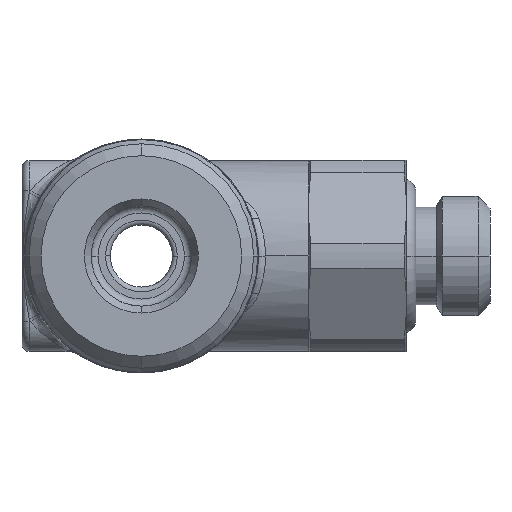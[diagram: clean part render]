
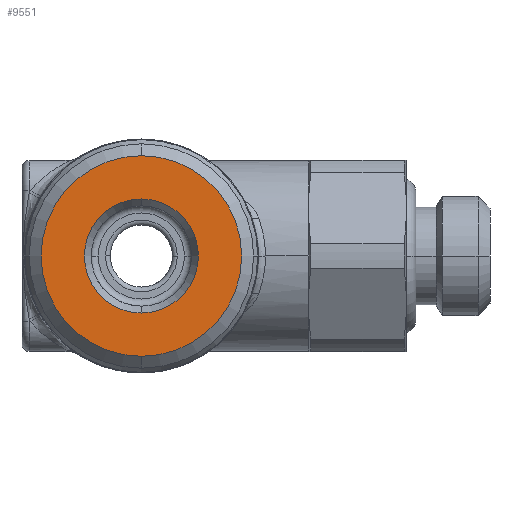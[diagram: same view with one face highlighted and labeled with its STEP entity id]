
A CAD part, left-side view. The second image highlights one B-rep face of the part: STEP entity #9551.
In plain terms, the highlighted planar face has unit normal (-1, 0, 0).
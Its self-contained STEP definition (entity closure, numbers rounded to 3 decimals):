
#3258=CARTESIAN_POINT('',(-16.55,0.,0.));
#3259=DIRECTION('',(-1.,0.,0.));
#3260=DIRECTION('',(0.,0.,-1.));
#3261=AXIS2_PLACEMENT_3D('',#3258,#3259,#3260);
#3271=CARTESIAN_POINT('',(-16.55,0.,0.));
#3272=DIRECTION('',(1.,0.,0.));
#3273=DIRECTION('',(0.,0.,-1.));
#3274=AXIS2_PLACEMENT_3D('',#3271,#3272,#3273);
#3276=CARTESIAN_POINT('',(-16.55,0.,0.));
#3277=DIRECTION('',(1.,0.,0.));
#3278=DIRECTION('',(0.,0.,-1.));
#3279=AXIS2_PLACEMENT_3D('',#3276,#3277,#3278);
#3281=CARTESIAN_POINT('',(-16.55,0.,0.));
#3282=DIRECTION('',(-1.,0.,0.));
#3283=DIRECTION('',(0.,0.,-1.));
#3284=AXIS2_PLACEMENT_3D('',#3281,#3282,#3283);
#3663=CARTESIAN_POINT('',(-16.55,0.,-2.389));
#3665=VERTEX_POINT('',#3663);
#3666=CARTESIAN_POINT('',(-16.55,0.,-4.2));
#3668=VERTEX_POINT('',#3666);
#3673=CARTESIAN_POINT('',(-16.55,0.,2.389));
#3675=VERTEX_POINT('',#3673);
#3676=CARTESIAN_POINT('',(-16.55,0.,4.2));
#3678=VERTEX_POINT('',#3676);
#9536=CARTESIAN_POINT('',(-16.55,0.,0.));
#9537=DIRECTION('',(-1.,0.,0.));
#9538=DIRECTION('',(0.,0.,1.));
#9539=AXIS2_PLACEMENT_3D('',#9536,#9537,#9538);
#9540=PLANE('',#9539);
#9541=ORIENTED_EDGE('',*,*,#9515,.F.);
#9542=ORIENTED_EDGE('',*,*,#9531,.T.);
#9543=EDGE_LOOP('',(#9541,#9542));
#9544=FACE_OUTER_BOUND('',#9543,.F.);
#9546=ORIENTED_EDGE('',*,*,#9545,.F.);
#9548=ORIENTED_EDGE('',*,*,#9547,.T.);
#9549=EDGE_LOOP('',(#9546,#9548));
#9550=FACE_BOUND('',#9549,.F.);
#9551=ADVANCED_FACE('',(#9544,#9550),#9540,.T.);
#3262=CIRCLE('',#3261,4.2);
#3275=CIRCLE('',#3274,4.2);
#3280=CIRCLE('',#3279,2.389);
#3285=CIRCLE('',#3284,2.389);
#9515=EDGE_CURVE('',#3668,#3678,#3262,.T.);
#9531=EDGE_CURVE('',#3668,#3678,#3275,.T.);
#9545=EDGE_CURVE('',#3665,#3675,#3280,.T.);
#9547=EDGE_CURVE('',#3665,#3675,#3285,.T.);
